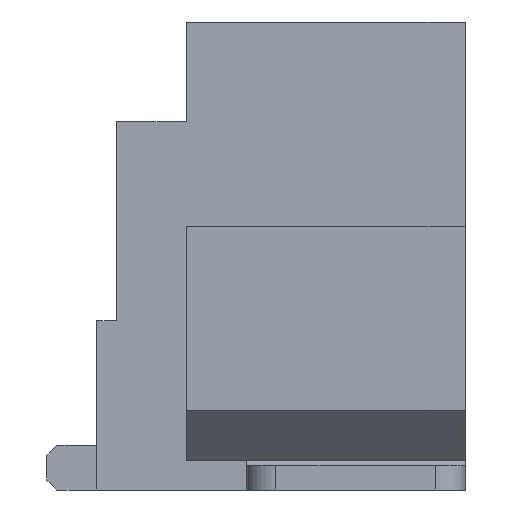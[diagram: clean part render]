
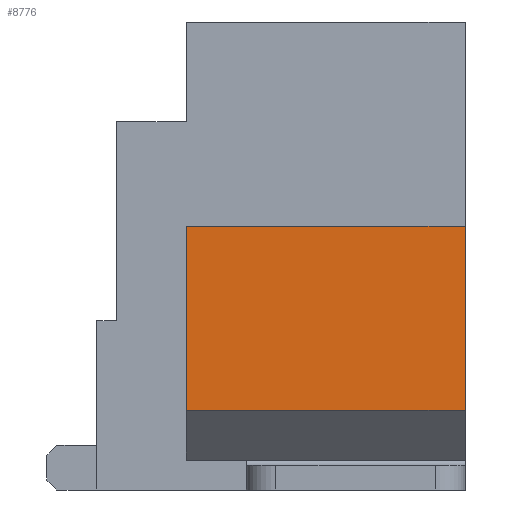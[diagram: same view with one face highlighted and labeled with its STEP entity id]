
A CAD part, left-side view. The second image highlights one B-rep face of the part: STEP entity #8776.
In plain terms, the highlighted planar face has unit normal (-1, 0, 0).
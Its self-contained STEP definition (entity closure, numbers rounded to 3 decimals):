
#44 = PLANE('',#45);
#45 = AXIS2_PLACEMENT_3D('',#46,#47,#48);
#46 = CARTESIAN_POINT('',(-6.5,-2.475,0.));
#47 = DIRECTION('',(0.,1.,0.));
#48 = DIRECTION('',(0.,0.,1.));
#454 = VERTEX_POINT('',#455);
#455 = CARTESIAN_POINT('',(-8.25,-2.475,0.8));
#469 = PLANE('',#470);
#470 = AXIS2_PLACEMENT_3D('',#471,#472,#473);
#471 = CARTESIAN_POINT('',(-7.75,-2.475,0.3));
#472 = DIRECTION('',(0.707,0.,0.707));
#473 = DIRECTION('',(-0.707,0.,0.707));
#481 = EDGE_CURVE('',#454,#482,#484,.T.);
#482 = VERTEX_POINT('',#483);
#483 = CARTESIAN_POINT('',(-8.25,-2.475,2.65));
#484 = SURFACE_CURVE('',#485,(#489,#496),.PCURVE_S1.);
#485 = LINE('',#486,#487);
#486 = CARTESIAN_POINT('',(-8.25,-2.475,0.8));
#487 = VECTOR('',#488,1.);
#488 = DIRECTION('',(0.,0.,1.));
#489 = PCURVE('',#44,#490);
#490 = DEFINITIONAL_REPRESENTATION('',(#491),#495);
#491 = LINE('',#492,#493);
#492 = CARTESIAN_POINT('',(0.8,-1.75));
#493 = VECTOR('',#494,1.);
#494 = DIRECTION('',(1.,0.));
#495 = ( GEOMETRIC_REPRESENTATION_CONTEXT(2)
PARAMETRIC_REPRESENTATION_CONTEXT() REPRESENTATION_CONTEXT('2D SPACE',''
) );
#496 = PCURVE('',#497,#502);
#497 = PLANE('',#498);
#498 = AXIS2_PLACEMENT_3D('',#499,#500,#501);
#499 = CARTESIAN_POINT('',(-8.25,-2.475,0.8));
#500 = DIRECTION('',(1.,0.,0.));
#501 = DIRECTION('',(0.,0.,1.));
#502 = DEFINITIONAL_REPRESENTATION('',(#503),#507);
#503 = LINE('',#504,#505);
#504 = CARTESIAN_POINT('',(0.,0.));
#505 = VECTOR('',#506,1.);
#506 = DIRECTION('',(1.,0.));
#507 = ( GEOMETRIC_REPRESENTATION_CONTEXT(2)
PARAMETRIC_REPRESENTATION_CONTEXT() REPRESENTATION_CONTEXT('2D SPACE',''
) );
#525 = PLANE('',#526);
#526 = AXIS2_PLACEMENT_3D('',#527,#528,#529);
#527 = CARTESIAN_POINT('',(-8.25,-2.475,2.65));
#528 = DIRECTION('',(0.,0.,-1.));
#529 = DIRECTION('',(1.,0.,0.));
#3764 = PLANE('',#3765);
#3765 = AXIS2_PLACEMENT_3D('',#3766,#3767,#3768);
#3766 = CARTESIAN_POINT('',(-6.5,0.325,0.3));
#3767 = DIRECTION('',(0.,-1.,0.));
#3768 = DIRECTION('',(0.,0.,-1.));
#8731 = EDGE_CURVE('',#482,#8732,#8734,.T.);
#8732 = VERTEX_POINT('',#8733);
#8733 = CARTESIAN_POINT('',(-8.25,0.325,2.65));
#8734 = SURFACE_CURVE('',#8735,(#8739,#8746),.PCURVE_S1.);
#8735 = LINE('',#8736,#8737);
#8736 = CARTESIAN_POINT('',(-8.25,-2.475,2.65));
#8737 = VECTOR('',#8738,1.);
#8738 = DIRECTION('',(0.,1.,0.));
#8739 = PCURVE('',#525,#8740);
#8740 = DEFINITIONAL_REPRESENTATION('',(#8741),#8745);
#8741 = LINE('',#8742,#8743);
#8742 = CARTESIAN_POINT('',(0.,0.));
#8743 = VECTOR('',#8744,1.);
#8744 = DIRECTION('',(0.,-1.));
#8745 = ( GEOMETRIC_REPRESENTATION_CONTEXT(2)
PARAMETRIC_REPRESENTATION_CONTEXT() REPRESENTATION_CONTEXT('2D SPACE',''
) );
#8746 = PCURVE('',#497,#8747);
#8747 = DEFINITIONAL_REPRESENTATION('',(#8748),#8752);
#8748 = LINE('',#8749,#8750);
#8749 = CARTESIAN_POINT('',(1.85,0.));
#8750 = VECTOR('',#8751,1.);
#8751 = DIRECTION('',(0.,-1.));
#8752 = ( GEOMETRIC_REPRESENTATION_CONTEXT(2)
PARAMETRIC_REPRESENTATION_CONTEXT() REPRESENTATION_CONTEXT('2D SPACE',''
) );
#8776 = ADVANCED_FACE('',(#8777),#497,.F.);
#8777 = FACE_BOUND('',#8778,.F.);
#8778 = EDGE_LOOP('',(#8779,#8802,#8823,#8824));
#8779 = ORIENTED_EDGE('',*,*,#8780,.T.);
#8780 = EDGE_CURVE('',#454,#8781,#8783,.T.);
#8781 = VERTEX_POINT('',#8782);
#8782 = CARTESIAN_POINT('',(-8.25,0.325,0.8));
#8783 = SURFACE_CURVE('',#8784,(#8788,#8795),.PCURVE_S1.);
#8784 = LINE('',#8785,#8786);
#8785 = CARTESIAN_POINT('',(-8.25,-2.475,0.8));
#8786 = VECTOR('',#8787,1.);
#8787 = DIRECTION('',(0.,1.,0.));
#8788 = PCURVE('',#497,#8789);
#8789 = DEFINITIONAL_REPRESENTATION('',(#8790),#8794);
#8790 = LINE('',#8791,#8792);
#8791 = CARTESIAN_POINT('',(0.,0.));
#8792 = VECTOR('',#8793,1.);
#8793 = DIRECTION('',(0.,-1.));
#8794 = ( GEOMETRIC_REPRESENTATION_CONTEXT(2)
PARAMETRIC_REPRESENTATION_CONTEXT() REPRESENTATION_CONTEXT('2D SPACE',''
) );
#8795 = PCURVE('',#469,#8796);
#8796 = DEFINITIONAL_REPRESENTATION('',(#8797),#8801);
#8797 = LINE('',#8798,#8799);
#8798 = CARTESIAN_POINT('',(0.707,0.));
#8799 = VECTOR('',#8800,1.);
#8800 = DIRECTION('',(0.,-1.));
#8801 = ( GEOMETRIC_REPRESENTATION_CONTEXT(2)
PARAMETRIC_REPRESENTATION_CONTEXT() REPRESENTATION_CONTEXT('2D SPACE',''
) );
#8802 = ORIENTED_EDGE('',*,*,#8803,.T.);
#8803 = EDGE_CURVE('',#8781,#8732,#8804,.T.);
#8804 = SURFACE_CURVE('',#8805,(#8809,#8816),.PCURVE_S1.);
#8805 = LINE('',#8806,#8807);
#8806 = CARTESIAN_POINT('',(-8.25,0.325,0.8));
#8807 = VECTOR('',#8808,1.);
#8808 = DIRECTION('',(0.,0.,1.));
#8809 = PCURVE('',#497,#8810);
#8810 = DEFINITIONAL_REPRESENTATION('',(#8811),#8815);
#8811 = LINE('',#8812,#8813);
#8812 = CARTESIAN_POINT('',(0.,-2.8));
#8813 = VECTOR('',#8814,1.);
#8814 = DIRECTION('',(1.,0.));
#8815 = ( GEOMETRIC_REPRESENTATION_CONTEXT(2)
PARAMETRIC_REPRESENTATION_CONTEXT() REPRESENTATION_CONTEXT('2D SPACE',''
) );
#8816 = PCURVE('',#3764,#8817);
#8817 = DEFINITIONAL_REPRESENTATION('',(#8818),#8822);
#8818 = LINE('',#8819,#8820);
#8819 = CARTESIAN_POINT('',(-0.5,-1.75));
#8820 = VECTOR('',#8821,1.);
#8821 = DIRECTION('',(-1.,0.));
#8822 = ( GEOMETRIC_REPRESENTATION_CONTEXT(2)
PARAMETRIC_REPRESENTATION_CONTEXT() REPRESENTATION_CONTEXT('2D SPACE',''
) );
#8823 = ORIENTED_EDGE('',*,*,#8731,.F.);
#8824 = ORIENTED_EDGE('',*,*,#481,.F.);
